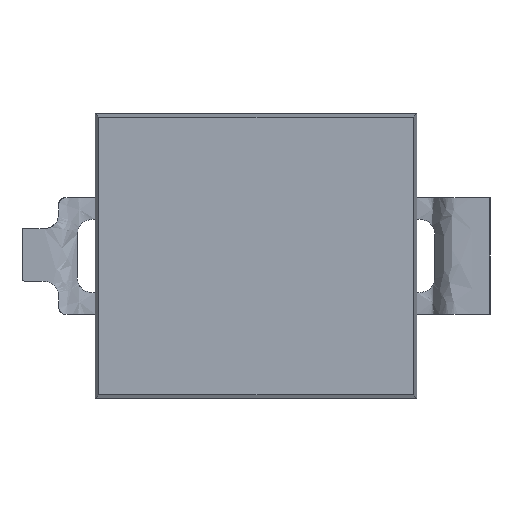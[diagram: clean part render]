
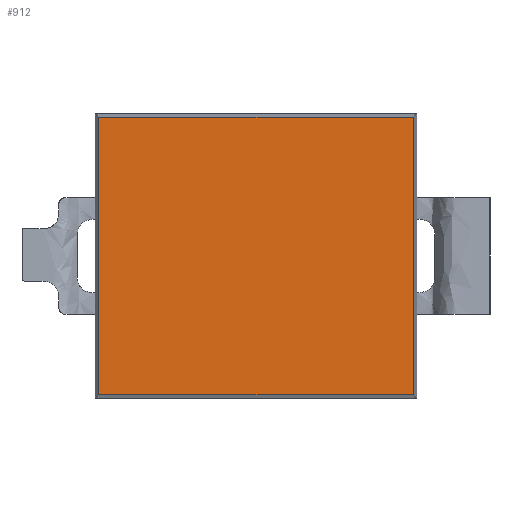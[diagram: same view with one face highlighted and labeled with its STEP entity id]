
A CAD part, front view. The second image highlights one B-rep face of the part: STEP entity #912.
In plain terms, the highlighted planar face has unit normal (0, -1, 0).
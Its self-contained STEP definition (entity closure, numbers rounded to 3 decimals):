
#19 = CARTESIAN_POINT ( 'NONE',  ( -2.152, -0.3, -1.902 ) ) ;
#89 = CARTESIAN_POINT ( 'NONE',  ( -2.152, -0.3, 0. ) ) ;
#122 = ORIENTED_EDGE ( 'NONE', *, *, #2456, .T. ) ;
#136 = EDGE_CURVE ( 'NONE', #1657, #2343, #1255, .T. ) ;
#183 = VERTEX_POINT ( 'NONE', #184 ) ;
#184 = CARTESIAN_POINT ( 'NONE',  ( -2.152, -0.3, 1.902 ) ) ;
#202 = DIRECTION ( 'NONE',  ( 0., 0., 1. ) ) ;
#251 = DIRECTION ( 'NONE',  ( 0., 1., 0. ) ) ;
#467 = PLANE ( 'NONE',  #977 ) ;
#489 = FACE_OUTER_BOUND ( 'NONE', #1920, .T. ) ;
#577 = EDGE_CURVE ( 'NONE', #2343, #1046, #1655, .T. ) ;
#691 = DIRECTION ( 'NONE',  ( 0., 0., 1. ) ) ;
#795 = ORIENTED_EDGE ( 'NONE', *, *, #577, .T. ) ;
#912 = ADVANCED_FACE ( 'NONE', ( #489 ), #467, .F. ) ;
#947 = DIRECTION ( 'NONE',  ( -1., 0., 0. ) ) ;
#977 = AXIS2_PLACEMENT_3D ( 'NONE', #1889, #251, #691 ) ;
#1012 = CARTESIAN_POINT ( 'NONE',  ( 2.152, -0.3, 0. ) ) ;
#1046 = VERTEX_POINT ( 'NONE', #1152 ) ;
#1152 = CARTESIAN_POINT ( 'NONE',  ( 2.152, -0.3, 1.902 ) ) ;
#1255 = LINE ( 'NONE', #2301, #2008 ) ;
#1362 = CARTESIAN_POINT ( 'NONE',  ( 0., -0.3, 1.902 ) ) ;
#1444 = ORIENTED_EDGE ( 'NONE', *, *, #1975, .T. ) ;
#1512 = VECTOR ( 'NONE', #2207, 1000. ) ;
#1655 = LINE ( 'NONE', #1012, #1707 ) ;
#1657 = VERTEX_POINT ( 'NONE', #19 ) ;
#1707 = VECTOR ( 'NONE', #202, 1000. ) ;
#1784 = LINE ( 'NONE', #89, #1512 ) ;
#1836 = ORIENTED_EDGE ( 'NONE', *, *, #136, .T. ) ;
#1889 = CARTESIAN_POINT ( 'NONE',  ( 0., -0.3, 0. ) ) ;
#1920 = EDGE_LOOP ( 'NONE', ( #122, #1836, #795, #1444 ) ) ;
#1975 = EDGE_CURVE ( 'NONE', #1046, #183, #2176, .T. ) ;
#2008 = VECTOR ( 'NONE', #2101, 1000. ) ;
#2101 = DIRECTION ( 'NONE',  ( 1., 0., 0. ) ) ;
#2128 = CARTESIAN_POINT ( 'NONE',  ( 2.152, -0.3, -1.902 ) ) ;
#2176 = LINE ( 'NONE', #1362, #2573 ) ;
#2207 = DIRECTION ( 'NONE',  ( 0., 0., -1. ) ) ;
#2301 = CARTESIAN_POINT ( 'NONE',  ( 0., -0.3, -1.902 ) ) ;
#2343 = VERTEX_POINT ( 'NONE', #2128 ) ;
#2456 = EDGE_CURVE ( 'NONE', #183, #1657, #1784, .T. ) ;
#2573 = VECTOR ( 'NONE', #947, 1000. ) ;
